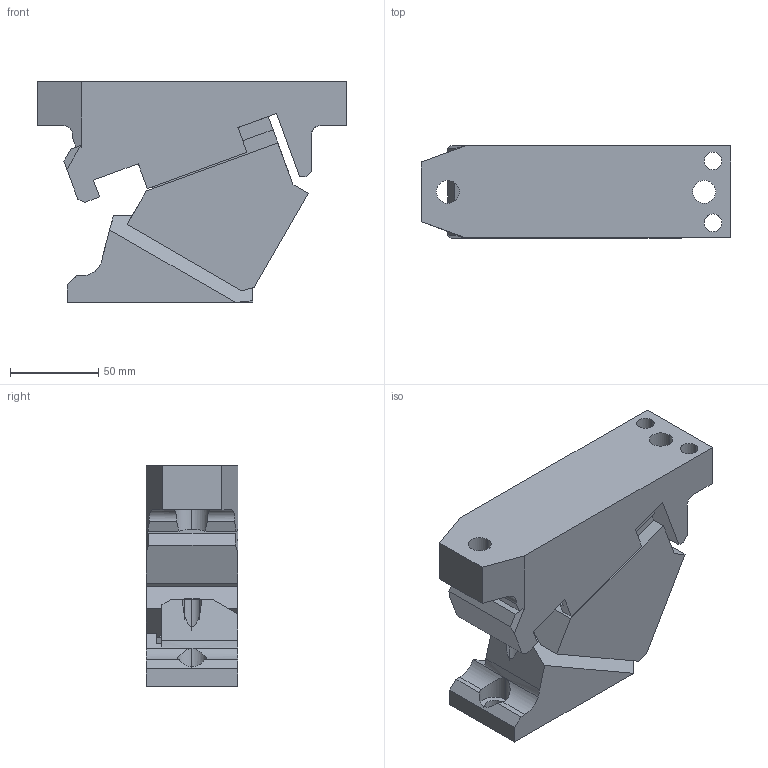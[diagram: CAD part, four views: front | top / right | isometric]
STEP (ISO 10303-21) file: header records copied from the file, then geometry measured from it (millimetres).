
FILE_DESCRIPTION(('CATIA V5 STEP Exchange'),'2;1');
FILE_NAME('CACS_52_30.stp','2015-04-21T07:11:08+00:00',('none'),('none'),'CATIA Version 5 Release 19 SP 2 (IN-10)','CATIA V5 STEP AP203','none');
FILE_SCHEMA(('CONFIG_CONTROL_DESIGN'));
Length unit declared in the file: millimetre
Products named in the file (1): CACS_52_30
Bounding box: 175 x 52 x 125 mm (x, y, z)
Volume: 686591.9 mm3; surface area: 103264.1 mm2
Topology: 3 solids, 3 shells, 173 faces, 498 edges, 334 vertices
Faces by surface type: plane 116, cylinder 40, bspline 17
Entity records: 6319 total; most frequent: CARTESIAN_POINT 2026, ORIENTED_EDGE 996, DIRECTION 670, EDGE_CURVE 498, VERTEX_POINT 334, VECTOR 323, LINE 323, AXIS2_PLACEMENT_3D 202
